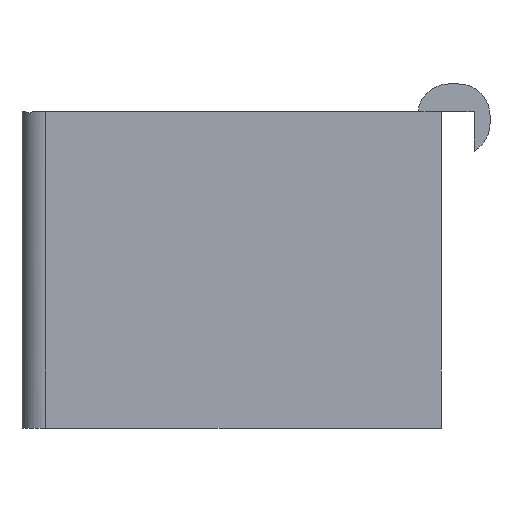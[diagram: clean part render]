
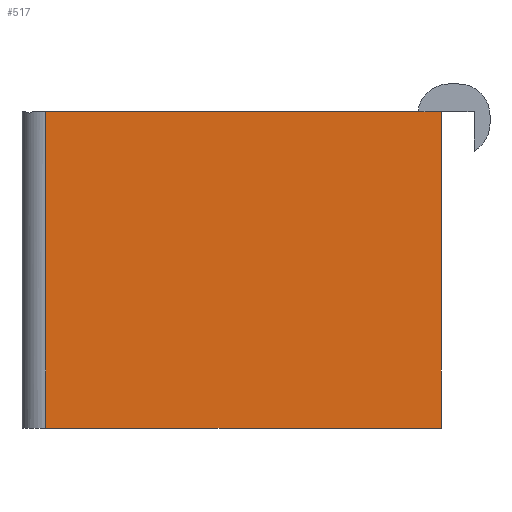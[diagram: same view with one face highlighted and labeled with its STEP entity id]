
A CAD part, front view. The second image highlights one B-rep face of the part: STEP entity #517.
In plain terms, the highlighted planar face has unit normal (0, -1, 0).
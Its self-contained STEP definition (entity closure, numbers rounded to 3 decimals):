
#77=FACE_OUTER_BOUND('',#105,.T.);
#105=EDGE_LOOP('',(#432,#433,#434,#435,#436));
#122=LINE('',#744,#172);
#142=LINE('',#824,#192);
#149=LINE('',#873,#199);
#155=LINE('',#887,#205);
#157=LINE('',#891,#207);
#172=VECTOR('',#597,10.);
#192=VECTOR('',#649,10.);
#199=VECTOR('',#672,10.);
#205=VECTOR('',#686,10.);
#207=VECTOR('',#692,10.);
#220=VERTEX_POINT('',#738);
#222=VERTEX_POINT('',#742);
#242=VERTEX_POINT('',#815);
#252=VERTEX_POINT('',#871);
#256=VERTEX_POINT('',#885);
#268=EDGE_CURVE('',#220,#222,#122,.T.);
#297=EDGE_CURVE('',#222,#242,#142,.T.);
#312=EDGE_CURVE('',#252,#242,#149,.T.);
#319=EDGE_CURVE('',#256,#252,#155,.T.);
#321=EDGE_CURVE('',#220,#256,#157,.T.);
#432=ORIENTED_EDGE('',*,*,#268,.T.);
#433=ORIENTED_EDGE('',*,*,#297,.T.);
#434=ORIENTED_EDGE('',*,*,#312,.F.);
#435=ORIENTED_EDGE('',*,*,#319,.F.);
#436=ORIENTED_EDGE('',*,*,#321,.F.);
#491=PLANE('',#572);
#517=ADVANCED_FACE('',(#77),#491,.T.);
#572=AXIS2_PLACEMENT_3D('',#890,#690,#691);
#597=DIRECTION('',(-1.,0.,0.));
#649=DIRECTION('',(-1.,0.,0.));
#672=DIRECTION('',(0.,0.,1.));
#686=DIRECTION('',(-1.,0.,0.));
#690=DIRECTION('center_axis',(0.,-1.,0.));
#691=DIRECTION('ref_axis',(0.,0.,1.));
#692=DIRECTION('',(0.,0.,-1.));
#738=CARTESIAN_POINT('',(0.,0.,40.));
#742=CARTESIAN_POINT('',(-2.969,0.,40.));
#744=CARTESIAN_POINT('',(2.075,0.,40.));
#815=CARTESIAN_POINT('',(-50.,0.,40.));
#824=CARTESIAN_POINT('',(0.,0.,40.));
#871=CARTESIAN_POINT('',(-50.,0.,0.));
#873=CARTESIAN_POINT('',(-50.,0.,20.));
#885=CARTESIAN_POINT('',(0.,0.,0.));
#887=CARTESIAN_POINT('',(0.,0.,0.));
#890=CARTESIAN_POINT('Origin',(0.,0.,0.));
#891=CARTESIAN_POINT('',(0.,0.,40.));
